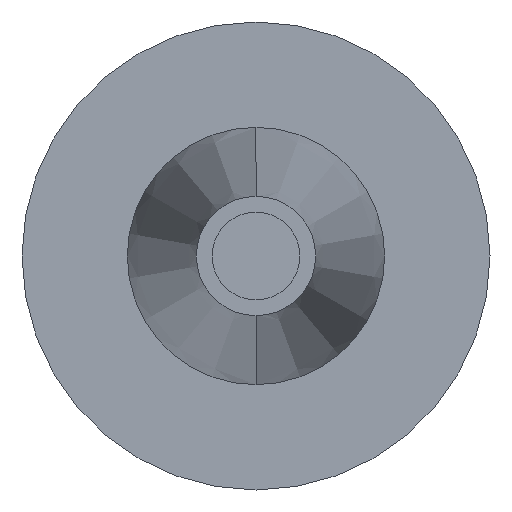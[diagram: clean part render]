
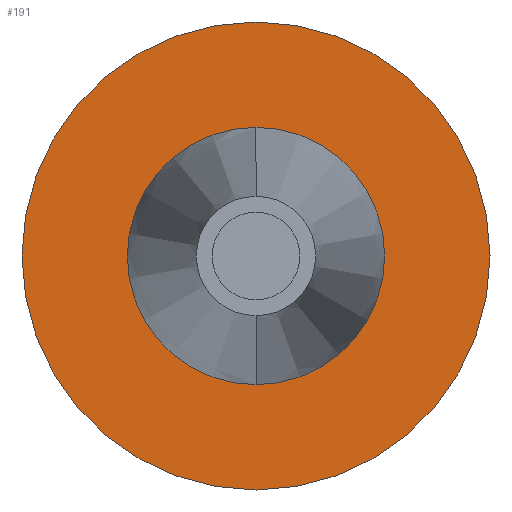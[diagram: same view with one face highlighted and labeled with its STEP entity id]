
A CAD part, front view. The second image highlights one B-rep face of the part: STEP entity #191.
In plain terms, the highlighted planar face has unit normal (0, -1, 0).
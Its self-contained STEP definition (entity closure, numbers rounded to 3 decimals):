
#2 = VERTEX_POINT ( 'NONE', #537 ) ;
#9 = EDGE_CURVE ( 'NONE', #61, #2, #438, .T. ) ;
#19 = DIRECTION ( 'NONE',  ( 0., 0., -1. ) ) ;
#40 = CARTESIAN_POINT ( 'NONE',  ( 0., 0., 8. ) ) ;
#49 = CARTESIAN_POINT ( 'NONE',  ( 0., 0., 0. ) ) ;
#61 = VERTEX_POINT ( 'NONE', #85 ) ;
#62 = PLANE ( 'NONE',  #554 ) ;
#85 = CARTESIAN_POINT ( 'NONE',  ( 0., 0., -4.4 ) ) ;
#88 = CIRCLE ( 'NONE', #240, 8. ) ;
#104 = AXIS2_PLACEMENT_3D ( 'NONE', #646, #686, #385 ) ;
#123 = CIRCLE ( 'NONE', #104, 4.4 ) ;
#126 = DIRECTION ( 'NONE',  ( 0., 0., 1. ) ) ;
#165 = DIRECTION ( 'NONE',  ( 0., 0., 1. ) ) ;
#176 = EDGE_LOOP ( 'NONE', ( #677, #446 ) ) ;
#179 = CARTESIAN_POINT ( 'NONE',  ( 0., 0., 0. ) ) ;
#184 = FACE_OUTER_BOUND ( 'NONE', #409, .T. ) ;
#191 = ADVANCED_FACE ( 'NONE', ( #552, #184 ), #62, .F. ) ;
#213 = AXIS2_PLACEMENT_3D ( 'NONE', #49, #465, #527 ) ;
#225 = VERTEX_POINT ( 'NONE', #40 ) ;
#240 = AXIS2_PLACEMENT_3D ( 'NONE', #636, #481, #165 ) ;
#258 = ORIENTED_EDGE ( 'NONE', *, *, #404, .F. ) ;
#276 = DIRECTION ( 'NONE',  ( 0., -1., 0. ) ) ;
#282 = EDGE_CURVE ( 'NONE', #2, #61, #123, .T. ) ;
#306 = EDGE_CURVE ( 'NONE', #635, #225, #88, .T. ) ;
#374 = CIRCLE ( 'NONE', #213, 8. ) ;
#385 = DIRECTION ( 'NONE',  ( 0., 0., -1. ) ) ;
#388 = ORIENTED_EDGE ( 'NONE', *, *, #306, .F. ) ;
#404 = EDGE_CURVE ( 'NONE', #225, #635, #374, .T. ) ;
#409 = EDGE_LOOP ( 'NONE', ( #388, #258 ) ) ;
#438 = CIRCLE ( 'NONE', #565, 4.4 ) ;
#446 = ORIENTED_EDGE ( 'NONE', *, *, #282, .F. ) ;
#465 = DIRECTION ( 'NONE',  ( 0., 1., 0. ) ) ;
#481 = DIRECTION ( 'NONE',  ( 0., 1., 0. ) ) ;
#527 = DIRECTION ( 'NONE',  ( 0., 0., 1. ) ) ;
#537 = CARTESIAN_POINT ( 'NONE',  ( 0., 0., 4.4 ) ) ;
#552 = FACE_BOUND ( 'NONE', #176, .T. ) ;
#554 = AXIS2_PLACEMENT_3D ( 'NONE', #179, #608, #126 ) ;
#565 = AXIS2_PLACEMENT_3D ( 'NONE', #656, #276, #19 ) ;
#608 = DIRECTION ( 'NONE',  ( 0., 1., 0. ) ) ;
#611 = CARTESIAN_POINT ( 'NONE',  ( 0., 0., -8. ) ) ;
#635 = VERTEX_POINT ( 'NONE', #611 ) ;
#636 = CARTESIAN_POINT ( 'NONE',  ( 0., 0., 0. ) ) ;
#646 = CARTESIAN_POINT ( 'NONE',  ( 0., 0., 0. ) ) ;
#656 = CARTESIAN_POINT ( 'NONE',  ( 0., 0., 0. ) ) ;
#677 = ORIENTED_EDGE ( 'NONE', *, *, #9, .F. ) ;
#686 = DIRECTION ( 'NONE',  ( 0., -1., 0. ) ) ;
